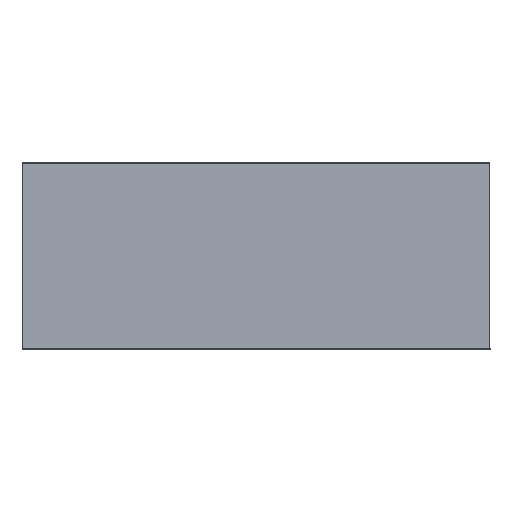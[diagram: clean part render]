
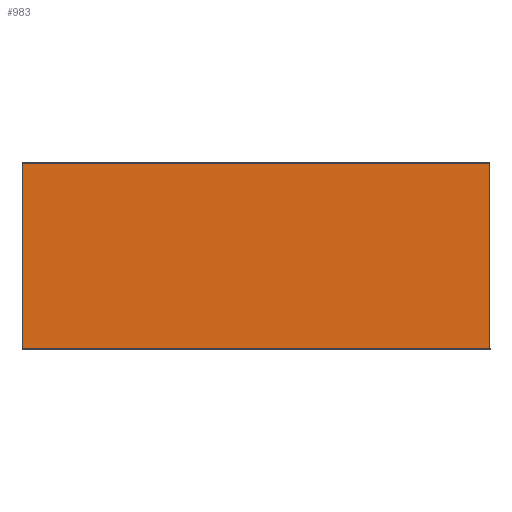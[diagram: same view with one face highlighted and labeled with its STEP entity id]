
A CAD part, top view. The second image highlights one B-rep face of the part: STEP entity #983.
In plain terms, the highlighted face is planar.
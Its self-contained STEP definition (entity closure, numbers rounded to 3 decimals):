
#137 = DIRECTION ( 'NONE',  ( 0., -1., 0. ) ) ;
#263 = LINE ( 'NONE', #4419, #3711 ) ;
#320 = VERTEX_POINT ( 'NONE', #3372 ) ;
#372 = EDGE_CURVE ( 'NONE', #2040, #2096, #3191, .T. ) ;
#564 = VECTOR ( 'NONE', #4213, 1000. ) ;
#983 = ADVANCED_FACE ( 'NONE', ( #2992 ), #2699, .T. ) ;
#1004 = LINE ( 'NONE', #3795, #2380 ) ;
#1022 = VECTOR ( 'NONE', #137, 1000. ) ;
#1317 = DIRECTION ( 'NONE',  ( 1., 0., 0. ) ) ;
#1327 = DIRECTION ( 'NONE',  ( -1., 0., 0. ) ) ;
#1541 = ORIENTED_EDGE ( 'NONE', *, *, #3375, .F. ) ;
#1542 = CARTESIAN_POINT ( 'NONE',  ( -1000., -392.5, -3. ) ) ;
#1677 = CARTESIAN_POINT ( 'NONE',  ( -1000., 398.5, -3. ) ) ;
#1810 = AXIS2_PLACEMENT_3D ( 'NONE', #2332, #2352, #1327 ) ;
#1886 = LINE ( 'NONE', #4265, #1022 ) ;
#1952 = VERTEX_POINT ( 'NONE', #1542 ) ;
#2040 = VERTEX_POINT ( 'NONE', #2626 ) ;
#2096 = VERTEX_POINT ( 'NONE', #1677 ) ;
#2127 = EDGE_CURVE ( 'NONE', #320, #2040, #1004, .T. ) ;
#2332 = CARTESIAN_POINT ( 'NONE',  ( 0., 0., -3. ) ) ;
#2352 = DIRECTION ( 'NONE',  ( 0., 0., -1. ) ) ;
#2380 = VECTOR ( 'NONE', #2382, 1000. ) ;
#2382 = DIRECTION ( 'NONE',  ( 0., 1., 0. ) ) ;
#2420 = ORIENTED_EDGE ( 'NONE', *, *, #372, .F. ) ;
#2561 = ORIENTED_EDGE ( 'NONE', *, *, #2127, .F. ) ;
#2626 = CARTESIAN_POINT ( 'NONE',  ( 1000., 398.5, -3. ) ) ;
#2699 = PLANE ( 'NONE',  #1810 ) ;
#2992 = FACE_OUTER_BOUND ( 'NONE', #4015, .T. ) ;
#3157 = EDGE_CURVE ( 'NONE', #2096, #1952, #1886, .T. ) ;
#3191 = LINE ( 'NONE', #4163, #564 ) ;
#3372 = CARTESIAN_POINT ( 'NONE',  ( 1000., -392.5, -3. ) ) ;
#3375 = EDGE_CURVE ( 'NONE', #1952, #320, #263, .T. ) ;
#3711 = VECTOR ( 'NONE', #1317, 1000. ) ;
#3795 = CARTESIAN_POINT ( 'NONE',  ( 1000., -398.5, -3. ) ) ;
#3959 = ORIENTED_EDGE ( 'NONE', *, *, #3157, .F. ) ;
#4015 = EDGE_LOOP ( 'NONE', ( #2561, #1541, #3959, #2420 ) ) ;
#4163 = CARTESIAN_POINT ( 'NONE',  ( -1000., 398.5, -3. ) ) ;
#4213 = DIRECTION ( 'NONE',  ( -1., 0., 0. ) ) ;
#4265 = CARTESIAN_POINT ( 'NONE',  ( -1000., -398.5, -3. ) ) ;
#4419 = CARTESIAN_POINT ( 'NONE',  ( -1000., -392.5, -3. ) ) ;
